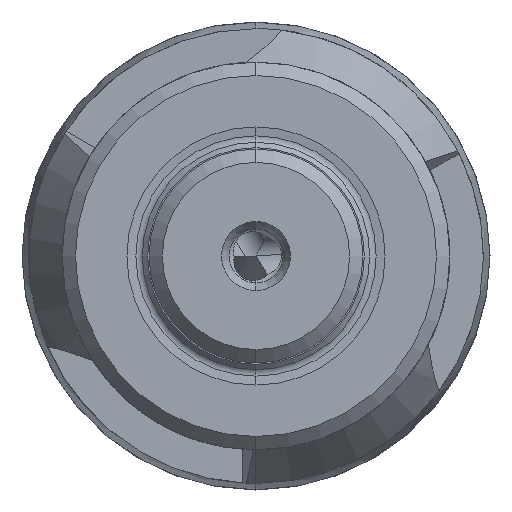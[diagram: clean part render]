
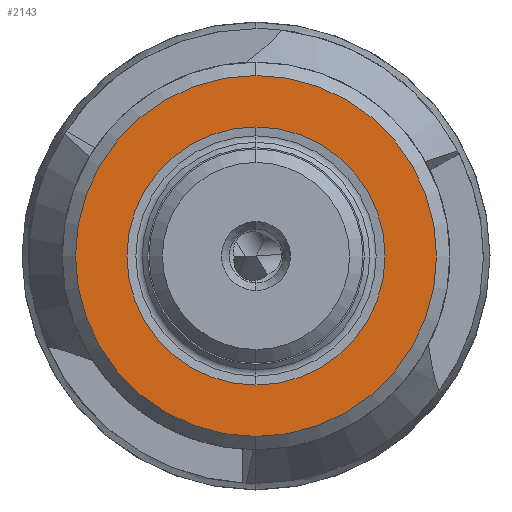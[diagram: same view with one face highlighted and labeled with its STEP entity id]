
A CAD part, left-side view. The second image highlights one B-rep face of the part: STEP entity #2143.
In plain terms, the highlighted planar face has unit normal (-1, 0, 0).
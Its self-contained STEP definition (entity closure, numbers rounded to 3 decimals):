
#158 = ORIENTED_EDGE ( 'NONE', *, *, #1256, .F. ) ;
#273 = EDGE_LOOP ( 'NONE', ( #1055, #3730 ) ) ;
#340 = EDGE_LOOP ( 'NONE', ( #158, #1056 ) ) ;
#610 = DIRECTION ( 'NONE',  ( 1., 0., 0. ) ) ;
#614 = CARTESIAN_POINT ( 'NONE',  ( -41.186, 0., 0. ) ) ;
#686 = CIRCLE ( 'NONE', #1440, 13.5 ) ;
#747 = CARTESIAN_POINT ( 'NONE',  ( -41.186, 0., 0. ) ) ;
#808 = DIRECTION ( 'NONE',  ( 0., 0., -1. ) ) ;
#888 = CARTESIAN_POINT ( 'NONE',  ( -41.186, 0., 0. ) ) ;
#919 = DIRECTION ( 'NONE',  ( 1., 0., 0. ) ) ;
#1055 = ORIENTED_EDGE ( 'NONE', *, *, #1323, .T. ) ;
#1056 = ORIENTED_EDGE ( 'NONE', *, *, #1130, .F. ) ;
#1130 = EDGE_CURVE ( 'NONE', #3587, #2997, #2075, .T. ) ;
#1194 = EDGE_CURVE ( 'NONE', #2851, #2866, #3625, .T. ) ;
#1256 = EDGE_CURVE ( 'NONE', #2997, #3587, #686, .T. ) ;
#1323 = EDGE_CURVE ( 'NONE', #2866, #2851, #2358, .T. ) ;
#1389 = AXIS2_PLACEMENT_3D ( 'NONE', #2661, #2669, #2657 ) ;
#1416 = AXIS2_PLACEMENT_3D ( 'NONE', #614, #610, #1964 ) ;
#1440 = AXIS2_PLACEMENT_3D ( 'NONE', #888, #919, #808 ) ;
#1465 = AXIS2_PLACEMENT_3D ( 'NONE', #747, #2919, #2799 ) ;
#1642 = AXIS2_PLACEMENT_3D ( 'NONE', #3500, #3477, #3476 ) ;
#1964 = DIRECTION ( 'NONE',  ( 0., 0., -1. ) ) ;
#2075 = CIRCLE ( 'NONE', #1389, 13.5 ) ;
#2143 = ADVANCED_FACE ( 'NONE', ( #2318, #2416 ), #3478, .T. ) ;
#2318 = FACE_BOUND ( 'NONE', #273, .T. ) ;
#2358 = CIRCLE ( 'NONE', #1465, 9.653 ) ;
#2416 = FACE_OUTER_BOUND ( 'NONE', #340, .T. ) ;
#2657 = DIRECTION ( 'NONE',  ( 0., 0., -1. ) ) ;
#2661 = CARTESIAN_POINT ( 'NONE',  ( -41.186, 0., 0. ) ) ;
#2669 = DIRECTION ( 'NONE',  ( 1., 0., 0. ) ) ;
#2799 = DIRECTION ( 'NONE',  ( 0., 0., -1. ) ) ;
#2851 = VERTEX_POINT ( 'NONE', #3316 ) ;
#2866 = VERTEX_POINT ( 'NONE', #3062 ) ;
#2919 = DIRECTION ( 'NONE',  ( 1., 0., 0. ) ) ;
#2997 = VERTEX_POINT ( 'NONE', #3142 ) ;
#3062 = CARTESIAN_POINT ( 'NONE',  ( -41.186, 0., 9.653 ) ) ;
#3142 = CARTESIAN_POINT ( 'NONE',  ( -41.186, 0., -13.5 ) ) ;
#3173 = CARTESIAN_POINT ( 'NONE',  ( -41.186, 0., 13.5 ) ) ;
#3316 = CARTESIAN_POINT ( 'NONE',  ( -41.186, 0., -9.653 ) ) ;
#3476 = DIRECTION ( 'NONE',  ( 0., 0., 1. ) ) ;
#3477 = DIRECTION ( 'NONE',  ( -1., 0., 0. ) ) ;
#3478 = PLANE ( 'NONE',  #1642 ) ;
#3500 = CARTESIAN_POINT ( 'NONE',  ( -41.186, 9.653, 0. ) ) ;
#3587 = VERTEX_POINT ( 'NONE', #3173 ) ;
#3625 = CIRCLE ( 'NONE', #1416, 9.653 ) ;
#3730 = ORIENTED_EDGE ( 'NONE', *, *, #1194, .T. ) ;
